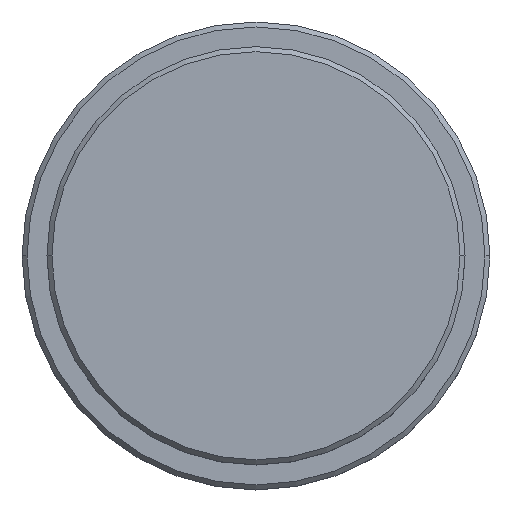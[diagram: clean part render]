
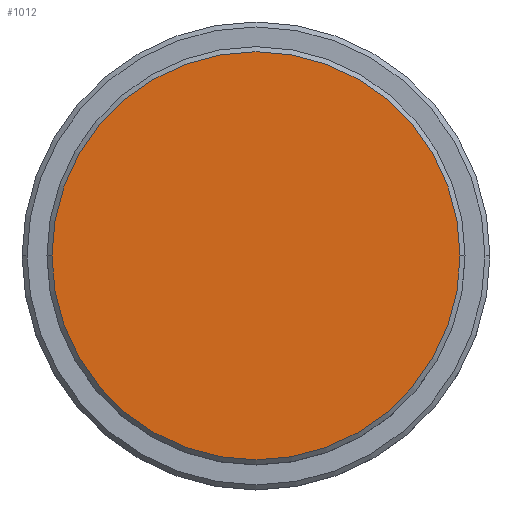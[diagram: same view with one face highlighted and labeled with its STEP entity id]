
A CAD part, top view. The second image highlights one B-rep face of the part: STEP entity #1012.
In plain terms, the highlighted planar face has unit normal (0, 0, 1).
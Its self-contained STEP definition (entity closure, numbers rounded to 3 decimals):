
#184 = AXIS2_PLACEMENT_3D ( 'NONE', #204, #418, #849 ) ;
#204 = CARTESIAN_POINT ( 'NONE',  ( 0., 0., 0. ) ) ;
#227 = FACE_OUTER_BOUND ( 'NONE', #1071, .T. ) ;
#229 = CIRCLE ( 'NONE', #1123, 20.5 ) ;
#248 = ORIENTED_EDGE ( 'NONE', *, *, #1057, .T. ) ;
#256 = DIRECTION ( 'NONE',  ( 0., 0., 1. ) ) ;
#282 = CARTESIAN_POINT ( 'NONE',  ( -20.5, 0., 0. ) ) ;
#418 = DIRECTION ( 'NONE',  ( 0., 0., 1. ) ) ;
#492 = DIRECTION ( 'NONE',  ( 1., 0., 0. ) ) ;
#555 = CARTESIAN_POINT ( 'NONE',  ( 0., 0., 0. ) ) ;
#585 = VERTEX_POINT ( 'NONE', #282 ) ;
#609 = AXIS2_PLACEMENT_3D ( 'NONE', #555, #988, #878 ) ;
#712 = VERTEX_POINT ( 'NONE', #877 ) ;
#731 = EDGE_CURVE ( 'NONE', #712, #585, #1065, .T. ) ;
#825 = ORIENTED_EDGE ( 'NONE', *, *, #731, .T. ) ;
#849 = DIRECTION ( 'NONE',  ( 1., 0., 0. ) ) ;
#877 = CARTESIAN_POINT ( 'NONE',  ( 20.5, 0., 0. ) ) ;
#878 = DIRECTION ( 'NONE',  ( 1., 0., 0. ) ) ;
#988 = DIRECTION ( 'NONE',  ( 0., 0., 1. ) ) ;
#1012 = ADVANCED_FACE ( 'NONE', ( #227 ), #1093, .T. ) ;
#1057 = EDGE_CURVE ( 'NONE', #585, #712, #229, .T. ) ;
#1065 = CIRCLE ( 'NONE', #184, 20.5 ) ;
#1071 = EDGE_LOOP ( 'NONE', ( #248, #825 ) ) ;
#1093 = PLANE ( 'NONE',  #609 ) ;
#1123 = AXIS2_PLACEMENT_3D ( 'NONE', #1219, #256, #492 ) ;
#1219 = CARTESIAN_POINT ( 'NONE',  ( 0., 0., 0. ) ) ;
